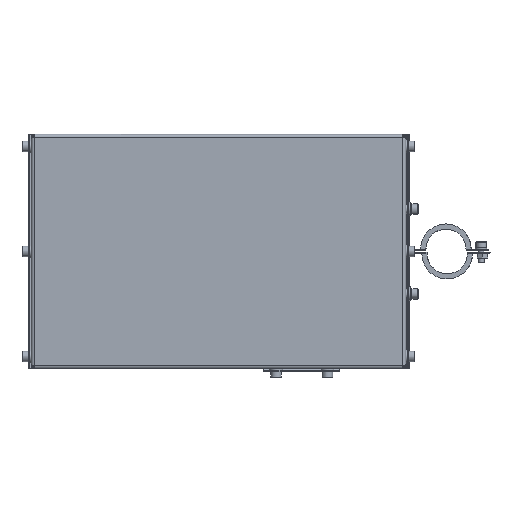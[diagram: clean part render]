
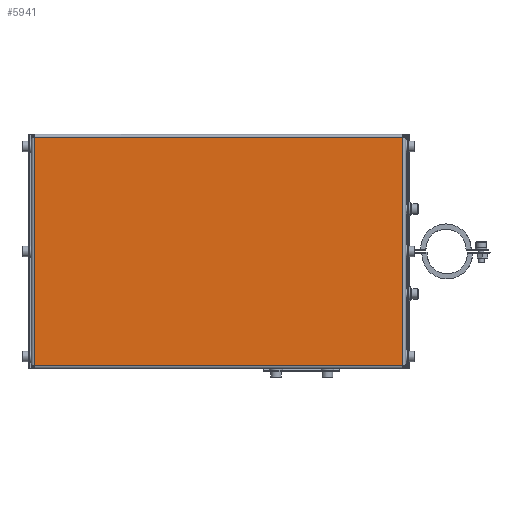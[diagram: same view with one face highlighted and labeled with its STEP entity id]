
A CAD part, front view. The second image highlights one B-rep face of the part: STEP entity #5941.
In plain terms, the highlighted planar face has unit normal (-0.002, -1, 0).
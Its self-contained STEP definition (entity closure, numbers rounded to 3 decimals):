
#586=PLANE('',#6689);
#820=FACE_OUTER_BOUND('',#1165,.T.);
#1165=EDGE_LOOP('',(#4617,#4618,#4619,#4620));
#1582=LINE('',#9374,#2058);
#1596=LINE('',#9483,#2072);
#1671=LINE('',#9903,#2147);
#1672=LINE('',#9904,#2148);
#2058=VECTOR('',#7500,10.);
#2072=VECTOR('',#7528,10.);
#2147=VECTOR('',#7765,10.);
#2148=VECTOR('',#7766,10.);
#2822=VERTEX_POINT('',#9365);
#2823=VERTEX_POINT('',#9373);
#2834=VERTEX_POINT('',#9474);
#2835=VERTEX_POINT('',#9482);
#3405=EDGE_CURVE('',#2823,#2822,#1582,.T.);
#3425=EDGE_CURVE('',#2835,#2834,#1596,.T.);
#3541=EDGE_CURVE('',#2822,#2835,#1671,.T.);
#3542=EDGE_CURVE('',#2834,#2823,#1672,.T.);
#4617=ORIENTED_EDGE('',*,*,#3405,.T.);
#4618=ORIENTED_EDGE('',*,*,#3541,.T.);
#4619=ORIENTED_EDGE('',*,*,#3425,.T.);
#4620=ORIENTED_EDGE('',*,*,#3542,.T.);
#5941=ADVANCED_FACE('',(#820),#586,.F.);
#6689=AXIS2_PLACEMENT_3D('',#9902,#7763,#7764);
#7500=DIRECTION('',(0.,0.,-1.));
#7528=DIRECTION('',(0.,0.,1.));
#7763=DIRECTION('center_axis',(0.,1.,0.));
#7764=DIRECTION('ref_axis',(0.,0.,1.));
#7765=DIRECTION('',(1.,0.,0.));
#7766=DIRECTION('',(-1.,0.,0.));
#9365=CARTESIAN_POINT('',(-246.,0.,-153.));
#9373=CARTESIAN_POINT('',(-246.,0.,-2.));
#9374=CARTESIAN_POINT('',(-246.,0.,-39.75));
#9474=CARTESIAN_POINT('',(-2.,0.,-2.));
#9482=CARTESIAN_POINT('',(-2.,0.,-153.));
#9483=CARTESIAN_POINT('',(-2.,0.,-115.25));
#9902=CARTESIAN_POINT('Origin',(-124.,0.,-77.5));
#9903=CARTESIAN_POINT('',(-186.,0.,-153.));
#9904=CARTESIAN_POINT('',(-62.,0.,-2.));
